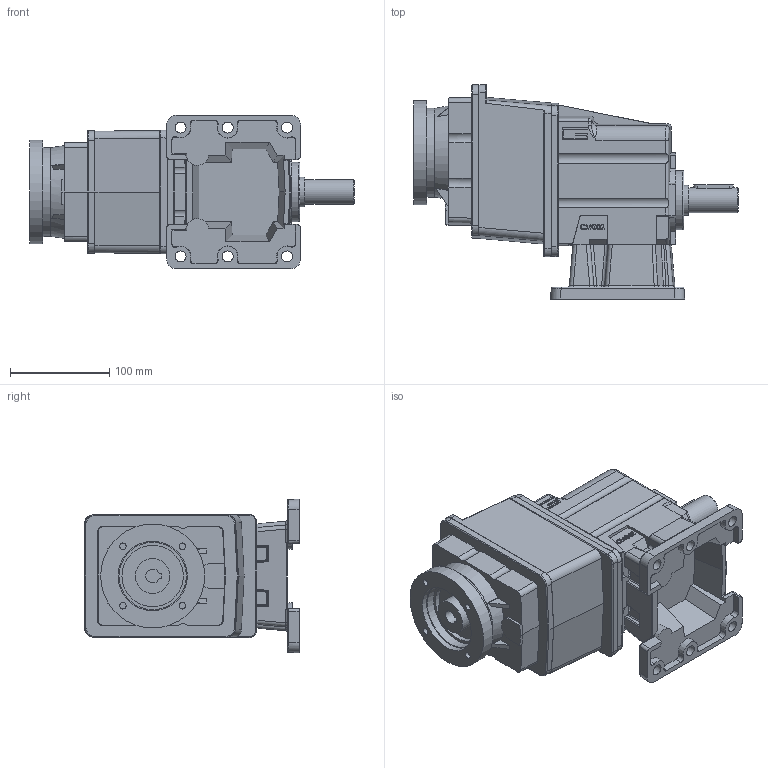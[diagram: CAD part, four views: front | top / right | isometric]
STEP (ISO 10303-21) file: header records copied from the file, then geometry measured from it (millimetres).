
FILE_DESCRIPTION( ( 'Unknown' ), '1' );
FILE_NAME( '156920AA49924A2C9E8A2DE46A3BE41.3d.stp', 'Unknown', ( 'Unknown' ), ( 'Unknown' ), 'PSStep 10.1', 'Unknown', ' ' );
FILE_SCHEMA( ( 'AUTOMOTIVE_DESIGN { 1 0 10303 214 1 1 1 1 }' ) );
Length unit declared in the file: millimetre
Products named in the file (1): G0201
Bounding box: 328 x 216.57 x 155.26 mm (x, y, z)
Volume: 3747124.8 mm3; surface area: 255127.4 mm2
Topology: 1 solids, 9 shells, 699 faces, 1800 edges, 1146 vertices
Faces by surface type: plane 366, cylinder 166, cone 60, bspline 52, extrusion 33, torus 18, sphere 4
Full cylindrical faces by diameter (mm): 6 x2, 6.6 x4, 6.647 x1, 11 x6, 25 x1, 30 x1, 35 x1, 52 x1, 60 x1, 62 x1, 68 x1, 70 x1, 90 x1, 105 x1
Entity records: 32925 total; most frequent: CARTESIAN_POINT 10736, ORIENTED_EDGE 3432, DIRECTION 3389, EDGE_CURVE 1716, AXIS2_PLACEMENT_3D 1174, VERTEX_POINT 1124, VECTOR 1041, LINE 1008
